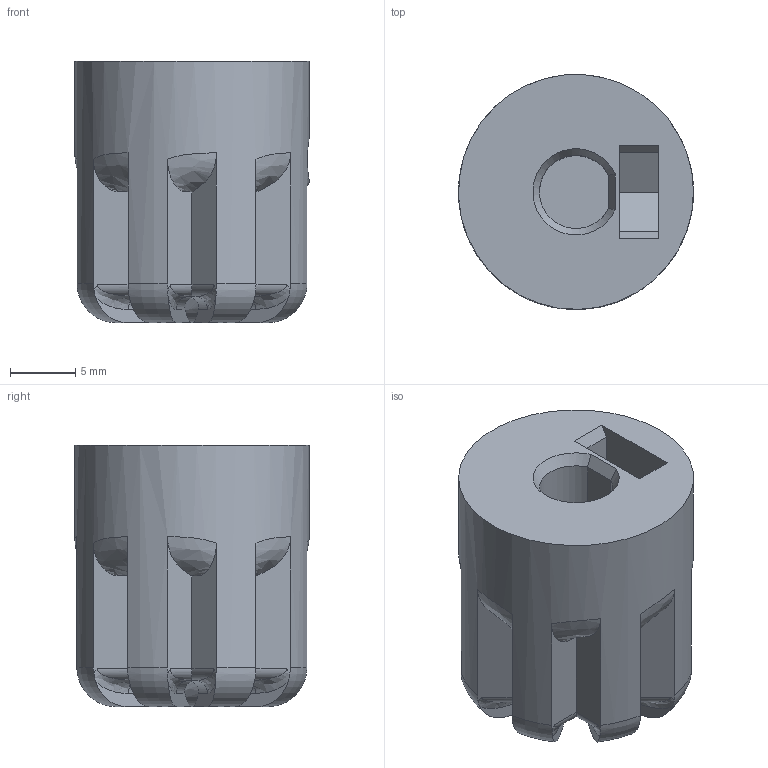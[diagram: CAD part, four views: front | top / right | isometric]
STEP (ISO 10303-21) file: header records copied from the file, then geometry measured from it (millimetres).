
FILE_DESCRIPTION(/* description */ (''),/* implementation_level */ '2;1');
FILE_NAME(/* name */ 'G003988-Pieza de encaje.stp',/* time_stamp */ '2015-03-24T14:14:28+01:00',/* author */ ('jnazabal'),/* organization */ (''),/* preprocessor_version */ 'ST-DEVELOPER v15.6',/* originating_system */ 'Autodesk Inventor 2015',/* authorisation */ '');
FILE_SCHEMA (('AUTOMOTIVE_DESIGN { 1 0 10303 214 3 1 1 }'));
Length unit declared in the file: millimetre
Products named in the file (1): G003988-Pieza de encaje
Bounding box: 18 x 17.98 x 20 mm (x, y, z)
Volume: 3847.2 mm3; surface area: 2268.1 mm2
Topology: 1 solids, 1 shells, 132 faces, 391 edges, 258 vertices
Faces by surface type: plane 55, cylinder 36, bspline 31, torus 9, cone 1
Full cylindrical faces by diameter (mm): 3.5 x2, 18 x1
Entity records: 7051 total; most frequent: CARTESIAN_POINT 3759, ORIENTED_EDGE 764, DIRECTION 574, EDGE_CURVE 382, VERTEX_POINT 255, AXIS2_PLACEMENT_3D 216, LINE 142, VECTOR 142
